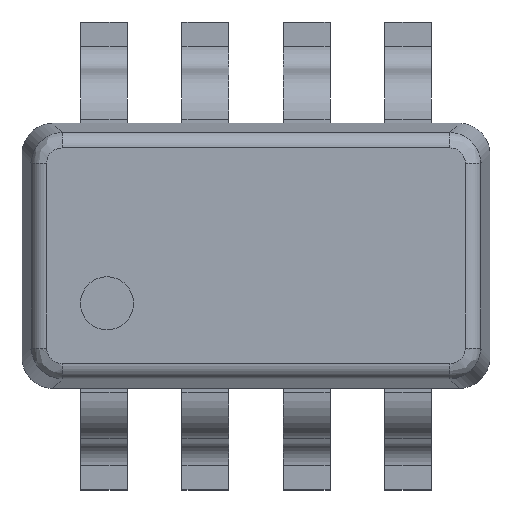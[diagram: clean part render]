
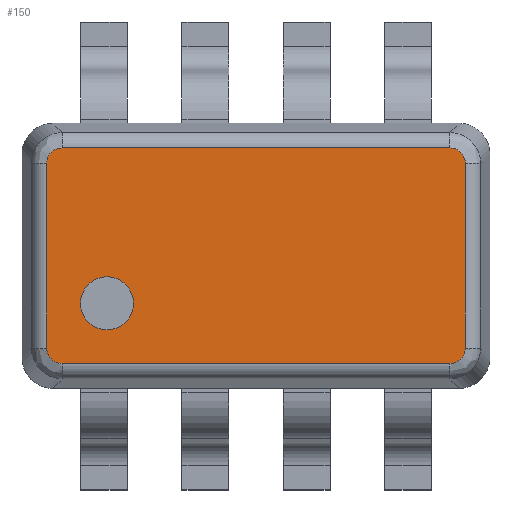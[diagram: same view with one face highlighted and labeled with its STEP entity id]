
A CAD part, top view. The second image highlights one B-rep face of the part: STEP entity #150.
In plain terms, the highlighted planar face has unit normal (0, 0, 1).
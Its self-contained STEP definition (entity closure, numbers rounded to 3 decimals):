
#150=ADVANCED_FACE('',(#1591,#1593),#1595,.T.);
#1591=FACE_BOUND('',#1592,.T.);
#1592=EDGE_LOOP('',(#2819,#2820,#2821,#2822,#2823,#2824,#2825,#2826));
#1593=FACE_BOUND('',#1594,.T.);
#1594=EDGE_LOOP('',(#2827));
#1595=PLANE('',#1596);
#1596=AXIS2_PLACEMENT_3D('',#1597,#1598,#1599);
#1597=CARTESIAN_POINT('',(0.,0.,1.1));
#1598=DIRECTION('',(0.,0.,1.));
#1599=DIRECTION('',(1.,0.,0.));
#2819=ORIENTED_EDGE('',*,*,#3637,.T.);
#2820=ORIENTED_EDGE('',*,*,#3638,.F.);
#2821=ORIENTED_EDGE('',*,*,#3639,.T.);
#2822=ORIENTED_EDGE('',*,*,#3640,.F.);
#2823=ORIENTED_EDGE('',*,*,#3641,.T.);
#2824=ORIENTED_EDGE('',*,*,#3642,.F.);
#2825=ORIENTED_EDGE('',*,*,#3643,.T.);
#2826=ORIENTED_EDGE('',*,*,#3644,.F.);
#2827=ORIENTED_EDGE('',*,*,#3636,.F.);
#3636=EDGE_CURVE('',#4061,#4061,#4062,.T.);
#3637=EDGE_CURVE('',#4063,#4064,#4065,.T.);
#3638=EDGE_CURVE('',#4066,#4064,#4067,.F.);
#3639=EDGE_CURVE('',#4066,#4068,#4069,.T.);
#3640=EDGE_CURVE('',#4070,#4068,#4071,.F.);
#3641=EDGE_CURVE('',#4070,#4072,#4073,.T.);
#3642=EDGE_CURVE('',#4074,#4072,#4075,.F.);
#3643=EDGE_CURVE('',#4074,#4076,#4077,.T.);
#3644=EDGE_CURVE('',#4063,#4076,#4078,.F.);
#4061=VERTEX_POINT('',#4807);
#4062=CIRCLE('',#4808,0.17);
#4063=VERTEX_POINT('',#4812);
#4064=VERTEX_POINT('',#4813);
#4065=LINE('',#4814,#4815);
#4066=VERTEX_POINT('',#4817);
#4067=(BOUNDED_CURVE()B_SPLINE_CURVE(3,
(#4818,#4819,#4820,#4821),
.UNSPECIFIED.,.F.,.F.)B_SPLINE_CURVE_WITH_KNOTS((4,4),
(0.,1.),
.UNSPECIFIED.)CURVE()GEOMETRIC_REPRESENTATION_ITEM()RATIONAL_B_SPLINE_CURVE((1.,
0.812,0.812,1.))REPRESENTATION_ITEM(''));
#4068=VERTEX_POINT('',#4822);
#4069=LINE('',#4823,#4824);
#4070=VERTEX_POINT('',#4826);
#4071=(BOUNDED_CURVE()B_SPLINE_CURVE(3,
(#4827,#4828,#4829,#4830),
.UNSPECIFIED.,.F.,.F.)B_SPLINE_CURVE_WITH_KNOTS((4,4),
(0.,1.),
.UNSPECIFIED.)CURVE()GEOMETRIC_REPRESENTATION_ITEM()RATIONAL_B_SPLINE_CURVE((1.,
0.812,0.812,1.))REPRESENTATION_ITEM(''));
#4072=VERTEX_POINT('',#4831);
#4073=LINE('',#4832,#4833);
#4074=VERTEX_POINT('',#4835);
#4075=(BOUNDED_CURVE()B_SPLINE_CURVE(3,
(#4836,#4837,#4838,#4839),
.UNSPECIFIED.,.F.,.F.)B_SPLINE_CURVE_WITH_KNOTS((4,4),
(0.,1.),
.UNSPECIFIED.)CURVE()GEOMETRIC_REPRESENTATION_ITEM()RATIONAL_B_SPLINE_CURVE((1.,
0.812,0.812,1.))REPRESENTATION_ITEM(''));
#4076=VERTEX_POINT('',#4840);
#4077=LINE('',#4841,#4842);
#4078=(BOUNDED_CURVE()B_SPLINE_CURVE(3,
(#4844,#4845,#4846,#4847),
.UNSPECIFIED.,.F.,.F.)B_SPLINE_CURVE_WITH_KNOTS((4,4),
(0.,1.),
.UNSPECIFIED.)CURVE()GEOMETRIC_REPRESENTATION_ITEM()RATIONAL_B_SPLINE_CURVE((1.,
0.812,0.812,1.))REPRESENTATION_ITEM(''));
#4807=CARTESIAN_POINT('',(-0.785,-0.305,1.1));
#4808=AXIS2_PLACEMENT_3D('',#4809,#4810,#4811);
#4809=CARTESIAN_POINT('',(-0.955,-0.305,1.1));
#4810=DIRECTION('',(0.,0.,1.));
#4811=DIRECTION('',(1.,0.,0.));
#4812=CARTESIAN_POINT('',(-1.243,-0.691,1.1));
#4813=CARTESIAN_POINT('',(1.243,-0.691,1.1));
#4814=CARTESIAN_POINT('',(-1.243,-0.691,1.1));
#4815=VECTOR('',#4816,1.);
#4816=DIRECTION('',(1.,0.,0.));
#4817=CARTESIAN_POINT('',(1.341,-0.593,1.1));
#4818=CARTESIAN_POINT('',(1.243,-0.691,1.1));
#4819=CARTESIAN_POINT('',(1.301,-0.691,1.1));
#4820=CARTESIAN_POINT('',(1.341,-0.651,1.1));
#4821=CARTESIAN_POINT('',(1.341,-0.593,1.1));
#4822=CARTESIAN_POINT('',(1.341,0.593,1.1));
#4823=CARTESIAN_POINT('',(1.341,-0.593,1.1));
#4824=VECTOR('',#4825,1.);
#4825=DIRECTION('',(0.,1.,0.));
#4826=CARTESIAN_POINT('',(1.243,0.691,1.1));
#4827=CARTESIAN_POINT('',(1.341,0.593,1.1));
#4828=CARTESIAN_POINT('',(1.341,0.651,1.1));
#4829=CARTESIAN_POINT('',(1.301,0.691,1.1));
#4830=CARTESIAN_POINT('',(1.243,0.691,1.1));
#4831=CARTESIAN_POINT('',(-1.243,0.691,1.1));
#4832=CARTESIAN_POINT('',(1.243,0.691,1.1));
#4833=VECTOR('',#4834,1.);
#4834=DIRECTION('',(-1.,0.,0.));
#4835=CARTESIAN_POINT('',(-1.341,0.593,1.1));
#4836=CARTESIAN_POINT('',(-1.243,0.691,1.1));
#4837=CARTESIAN_POINT('',(-1.301,0.691,1.1));
#4838=CARTESIAN_POINT('',(-1.341,0.651,1.1));
#4839=CARTESIAN_POINT('',(-1.341,0.593,1.1));
#4840=CARTESIAN_POINT('',(-1.341,-0.593,1.1));
#4841=CARTESIAN_POINT('',(-1.341,0.593,1.1));
#4842=VECTOR('',#4843,1.);
#4843=DIRECTION('',(0.,-1.,0.));
#4844=CARTESIAN_POINT('',(-1.341,-0.593,1.1));
#4845=CARTESIAN_POINT('',(-1.341,-0.651,1.1));
#4846=CARTESIAN_POINT('',(-1.301,-0.691,1.1));
#4847=CARTESIAN_POINT('',(-1.243,-0.691,1.1));
